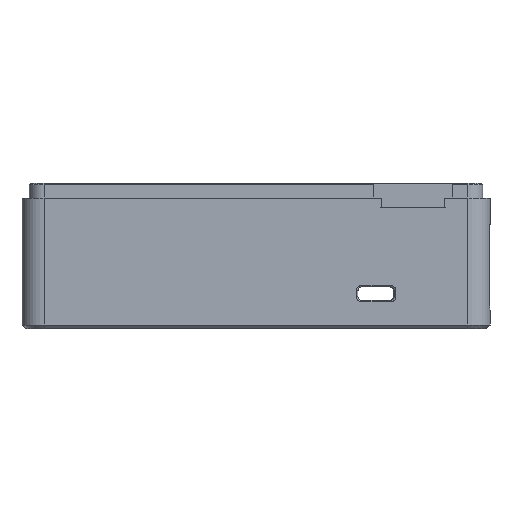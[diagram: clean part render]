
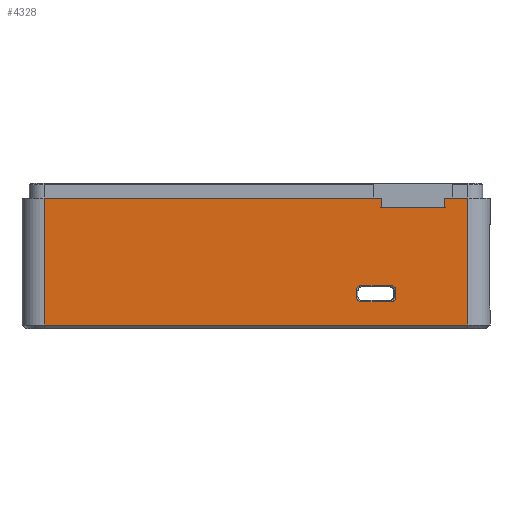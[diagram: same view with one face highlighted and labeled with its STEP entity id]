
A CAD part, left-side view. The second image highlights one B-rep face of the part: STEP entity #4328.
In plain terms, the highlighted planar face has unit normal (-1, 0, 0).
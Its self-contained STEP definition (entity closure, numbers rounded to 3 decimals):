
#149=FACE_BOUND('',#501,.T.);
#240=FACE_OUTER_BOUND('',#500,.T.);
#500=EDGE_LOOP('',(#3338,#3339,#3340,#3341,#3342,#3343,#3344,#3345));
#501=EDGE_LOOP('',(#3346,#3347,#3348,#3349,#3350,#3351,#3352,#3353));
#730=CIRCLE('',#4665,0.715);
#731=CIRCLE('',#4666,0.715);
#732=CIRCLE('',#4667,0.715);
#733=CIRCLE('',#4668,0.715);
#991=LINE('',#6643,#1457);
#999=LINE('',#6679,#1465);
#1034=LINE('',#6801,#1500);
#1081=LINE('',#6914,#1547);
#1083=LINE('',#6920,#1549);
#1084=LINE('',#6922,#1550);
#1085=LINE('',#6923,#1551);
#1086=LINE('',#6924,#1552);
#1087=LINE('',#6927,#1553);
#1088=LINE('',#6931,#1554);
#1089=LINE('',#6935,#1555);
#1090=LINE('',#6939,#1556);
#1457=VECTOR('',#5243,10.);
#1465=VECTOR('',#5271,10.);
#1500=VECTOR('',#5372,10.);
#1547=VECTOR('',#5499,10.);
#1549=VECTOR('',#5505,10.);
#1550=VECTOR('',#5506,10.);
#1551=VECTOR('',#5507,10.);
#1552=VECTOR('',#5508,10.);
#1553=VECTOR('',#5509,10.);
#1554=VECTOR('',#5512,10.);
#1555=VECTOR('',#5515,10.);
#1556=VECTOR('',#5518,10.);
#1915=VERTEX_POINT('',#6633);
#1917=VERTEX_POINT('',#6639);
#1928=VERTEX_POINT('',#6677);
#1971=VERTEX_POINT('',#6798);
#1972=VERTEX_POINT('',#6800);
#1998=VERTEX_POINT('',#6913);
#2000=VERTEX_POINT('',#6919);
#2001=VERTEX_POINT('',#6921);
#2002=VERTEX_POINT('',#6925);
#2003=VERTEX_POINT('',#6926);
#2004=VERTEX_POINT('',#6928);
#2005=VERTEX_POINT('',#6930);
#2006=VERTEX_POINT('',#6932);
#2007=VERTEX_POINT('',#6934);
#2008=VERTEX_POINT('',#6936);
#2009=VERTEX_POINT('',#6938);
#2357=EDGE_CURVE('',#1915,#1917,#991,.T.);
#2372=EDGE_CURVE('',#1928,#1915,#999,.T.);
#2427=EDGE_CURVE('',#1972,#1971,#1034,.T.);
#2485=EDGE_CURVE('',#1917,#1998,#1081,.T.);
#2488=EDGE_CURVE('',#1928,#2000,#1083,.F.);
#2489=EDGE_CURVE('',#2000,#2001,#1084,.T.);
#2490=EDGE_CURVE('',#2001,#1972,#1085,.F.);
#2491=EDGE_CURVE('',#1971,#1998,#1086,.F.);
#2492=EDGE_CURVE('',#2002,#2003,#1087,.T.);
#2493=EDGE_CURVE('',#2004,#2002,#730,.T.);
#2494=EDGE_CURVE('',#2005,#2004,#1088,.T.);
#2495=EDGE_CURVE('',#2006,#2005,#731,.T.);
#2496=EDGE_CURVE('',#2007,#2006,#1089,.T.);
#2497=EDGE_CURVE('',#2008,#2007,#732,.T.);
#2498=EDGE_CURVE('',#2009,#2008,#1090,.T.);
#2499=EDGE_CURVE('',#2003,#2009,#733,.T.);
#3338=ORIENTED_EDGE('',*,*,#2357,.F.);
#3339=ORIENTED_EDGE('',*,*,#2372,.F.);
#3340=ORIENTED_EDGE('',*,*,#2488,.T.);
#3341=ORIENTED_EDGE('',*,*,#2489,.T.);
#3342=ORIENTED_EDGE('',*,*,#2490,.T.);
#3343=ORIENTED_EDGE('',*,*,#2427,.T.);
#3344=ORIENTED_EDGE('',*,*,#2491,.T.);
#3345=ORIENTED_EDGE('',*,*,#2485,.F.);
#3346=ORIENTED_EDGE('',*,*,#2492,.F.);
#3347=ORIENTED_EDGE('',*,*,#2493,.F.);
#3348=ORIENTED_EDGE('',*,*,#2494,.F.);
#3349=ORIENTED_EDGE('',*,*,#2495,.F.);
#3350=ORIENTED_EDGE('',*,*,#2496,.F.);
#3351=ORIENTED_EDGE('',*,*,#2497,.F.);
#3352=ORIENTED_EDGE('',*,*,#2498,.F.);
#3353=ORIENTED_EDGE('',*,*,#2499,.F.);
#4156=PLANE('',#4664);
#4328=ADVANCED_FACE('',(#240,#149),#4156,.F.);
#4664=AXIS2_PLACEMENT_3D('',#6918,#5503,#5504);
#4665=AXIS2_PLACEMENT_3D('',#6929,#5510,#5511);
#4666=AXIS2_PLACEMENT_3D('',#6933,#5513,#5514);
#4667=AXIS2_PLACEMENT_3D('',#6937,#5516,#5517);
#4668=AXIS2_PLACEMENT_3D('',#6940,#5519,#5520);
#5243=DIRECTION('',(0.,1.,0.));
#5271=DIRECTION('',(0.,0.,-1.));
#5372=DIRECTION('',(0.,0.,1.));
#5499=DIRECTION('',(0.,0.,1.));
#5503=DIRECTION('center_axis',(1.,0.,0.));
#5504=DIRECTION('ref_axis',(0.,-1.,0.));
#5505=DIRECTION('',(0.,-1.,0.));
#5506=DIRECTION('',(0.,0.,-1.));
#5507=DIRECTION('',(0.,-1.,0.));
#5508=DIRECTION('',(0.,-1.,0.));
#5509=DIRECTION('',(0.,0.,1.));
#5510=DIRECTION('center_axis',(-1.,0.,0.));
#5511=DIRECTION('ref_axis',(0.,-0.707,-0.707));
#5512=DIRECTION('',(0.,-1.,0.));
#5513=DIRECTION('center_axis',(-1.,0.,0.));
#5514=DIRECTION('ref_axis',(0.,0.707,0.707));
#5515=DIRECTION('',(0.,0.,-1.));
#5516=DIRECTION('center_axis',(-1.,0.,0.));
#5517=DIRECTION('ref_axis',(0.,0.707,0.707));
#5518=DIRECTION('',(0.,1.,0.));
#5519=DIRECTION('center_axis',(-1.,0.,0.));
#5520=DIRECTION('ref_axis',(0.,0.707,0.707));
#6633=CARTESIAN_POINT('',(-2.198,-2.485,-5.924));
#6639=CARTESIAN_POINT('',(-2.198,55.269,-5.924));
#6643=CARTESIAN_POINT('',(-2.198,-4.485,-5.924));
#6677=CARTESIAN_POINT('',(-2.198,-2.485,11.376));
#6679=CARTESIAN_POINT('',(-2.198,-2.485,2.376));
#6798=CARTESIAN_POINT('',(-2.198,9.252,11.376));
#6800=CARTESIAN_POINT('',(-2.198,9.252,10.076));
#6801=CARTESIAN_POINT('',(-2.198,9.252,11.076));
#6913=CARTESIAN_POINT('',(-2.198,55.269,11.376));
#6914=CARTESIAN_POINT('',(-2.198,55.269,2.376));
#6918=CARTESIAN_POINT('Origin',(-2.198,-4.485,2.376));
#6919=CARTESIAN_POINT('',(-2.198,0.748,11.376));
#6920=CARTESIAN_POINT('',(-2.198,-4.485,11.376));
#6921=CARTESIAN_POINT('',(-2.198,0.748,10.076));
#6922=CARTESIAN_POINT('',(-2.198,0.748,11.076));
#6923=CARTESIAN_POINT('',(-2.198,0.257,10.076));
#6924=CARTESIAN_POINT('',(-2.198,-4.485,11.376));
#6925=CARTESIAN_POINT('',(-2.198,7.358,-2.063));
#6926=CARTESIAN_POINT('',(-2.198,7.358,-1.239));
#6927=CARTESIAN_POINT('',(-2.198,7.358,0.157));
#6928=CARTESIAN_POINT('',(-2.198,8.073,-2.778));
#6929=CARTESIAN_POINT('Origin',(-2.198,8.073,-2.063));
#6930=CARTESIAN_POINT('',(-2.198,11.987,-2.778));
#6931=CARTESIAN_POINT('',(-2.198,3.236,-2.778));
#6932=CARTESIAN_POINT('',(-2.198,12.702,-2.063));
#6933=CARTESIAN_POINT('Origin',(-2.198,11.987,-2.063));
#6934=CARTESIAN_POINT('',(-2.198,12.702,-1.239));
#6935=CARTESIAN_POINT('',(-2.198,12.702,0.569));
#6936=CARTESIAN_POINT('',(-2.198,11.987,-0.524));
#6937=CARTESIAN_POINT('Origin',(-2.198,11.987,-1.239));
#6938=CARTESIAN_POINT('',(-2.198,8.073,-0.524));
#6939=CARTESIAN_POINT('',(-2.198,2.309,-0.524));
#6940=CARTESIAN_POINT('Origin',(-2.198,8.073,-1.239));
